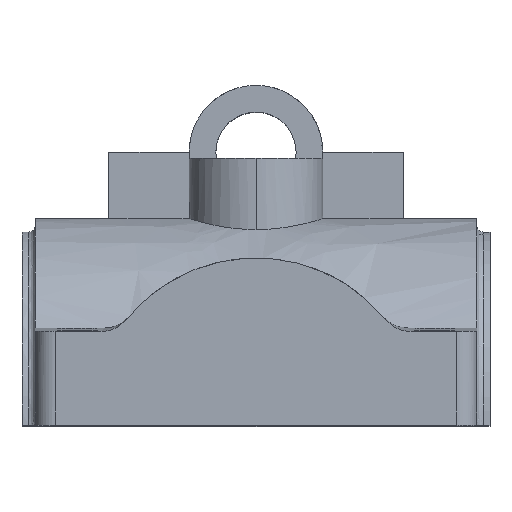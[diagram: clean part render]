
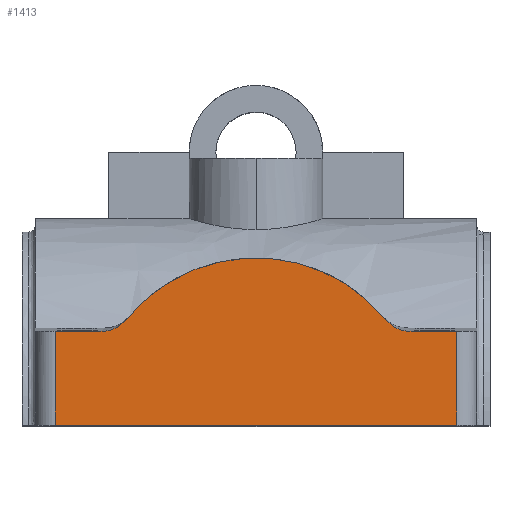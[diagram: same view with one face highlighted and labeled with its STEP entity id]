
A CAD part, top view. The second image highlights one B-rep face of the part: STEP entity #1413.
In plain terms, the highlighted free-form (B-spline) face has degree [1, 1] with [2, 2] control points.
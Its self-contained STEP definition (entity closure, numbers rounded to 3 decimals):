
#856 = VERTEX_POINT('',#857);
#857 = CARTESIAN_POINT('',(-3.25,0.,0.));
#863 = EDGE_CURVE('',#864,#856,#866,.T.);
#864 = VERTEX_POINT('',#865);
#865 = CARTESIAN_POINT('',(-68.252,0.,0.));
#866 = B_SPLINE_CURVE_WITH_KNOTS('',1,(#867,#868),.UNSPECIFIED.,.F.,.F.,
  (2,2),(3.,63.),.PIECEWISE_BEZIER_KNOTS.);
#867 = CARTESIAN_POINT('',(-68.252,0.,0.));
#868 = CARTESIAN_POINT('',(-3.25,0.,0.));
#1005 = VERTEX_POINT('',#1006);
#1006 = CARTESIAN_POINT('',(-56.71,17.154,0.));
#1013 = EDGE_CURVE('',#1014,#1005,#1016,.T.);
#1014 = VERTEX_POINT('',#1015);
#1015 = CARTESIAN_POINT('',(-14.792,17.154,0.));
#1016 = ( BOUNDED_CURVE() B_SPLINE_CURVE(2,(#1017,#1018,#1019),
.UNSPECIFIED.,.F.,.F.) B_SPLINE_CURVE_WITH_KNOTS((3,3),(0.686,
2.456),.PIECEWISE_BEZIER_KNOTS.) CURVE() 
GEOMETRIC_REPRESENTATION_ITEM() RATIONAL_B_SPLINE_CURVE((1.,
0.633,1.)) REPRESENTATION_ITEM('') );
#1017 = CARTESIAN_POINT('',(-14.792,17.154,0.));
#1018 = CARTESIAN_POINT('',(-35.751,42.763,0.));
#1019 = CARTESIAN_POINT('',(-56.71,17.154,0.));
#1244 = VERTEX_POINT('',#1245);
#1245 = CARTESIAN_POINT('',(-10.599,15.167,0.));
#1252 = EDGE_CURVE('',#1244,#1253,#1255,.T.);
#1253 = VERTEX_POINT('',#1254);
#1254 = CARTESIAN_POINT('',(-3.25,15.167,0.));
#1255 = B_SPLINE_CURVE_WITH_KNOTS('',1,(#1256,#1257),.UNSPECIFIED.,.F.,
  .F.,(2,2),(56.217,63.),.PIECEWISE_BEZIER_KNOTS.);
#1256 = CARTESIAN_POINT('',(-10.599,15.167,0.));
#1257 = CARTESIAN_POINT('',(-3.25,15.167,0.));
#1413 = ADVANCED_FACE('',(#1414),#1464,.T.);
#1414 = FACE_BOUND('',#1415,.T.);
#1415 = EDGE_LOOP('',(#1416,#1417,#1422,#1423,#1436,#1437,#1452,#1459));
#1416 = ORIENTED_EDGE('',*,*,#863,.T.);
#1417 = ORIENTED_EDGE('',*,*,#1418,.T.);
#1418 = EDGE_CURVE('',#856,#1253,#1419,.T.);
#1419 = B_SPLINE_CURVE_WITH_KNOTS('',1,(#1420,#1421),.UNSPECIFIED.,.F.,
  .F.,(2,2),(-14.,0.),.PIECEWISE_BEZIER_KNOTS.);
#1420 = CARTESIAN_POINT('',(-3.25,0.,0.));
#1421 = CARTESIAN_POINT('',(-3.25,15.167,0.));
#1422 = ORIENTED_EDGE('',*,*,#1252,.F.);
#1423 = ORIENTED_EDGE('',*,*,#1424,.T.);
#1424 = EDGE_CURVE('',#1244,#1014,#1425,.T.);
#1425 = B_SPLINE_CURVE_WITH_KNOTS('',3,(#1426,#1427,#1428,#1429,#1430,
    #1431,#1432,#1433,#1434,#1435),.UNSPECIFIED.,.F.,.F.,(4,2,2,2,4),(0.
    ,0.001,0.002,0.003,
    0.004),.UNSPECIFIED.);
#1426 = CARTESIAN_POINT('',(-10.599,15.167,0.));
#1427 = CARTESIAN_POINT('',(-11.002,15.167,0.));
#1428 = CARTESIAN_POINT('',(-11.397,15.211,0.));
#1429 = CARTESIAN_POINT('',(-12.173,15.386,0.));
#1430 = CARTESIAN_POINT('',(-12.557,15.518,0.));
#1431 = CARTESIAN_POINT('',(-13.276,15.858,0.));
#1432 = CARTESIAN_POINT('',(-13.615,16.067,0.));
#1433 = CARTESIAN_POINT('',(-14.249,16.561,0.));
#1434 = CARTESIAN_POINT('',(-14.536,16.842,0.));
#1435 = CARTESIAN_POINT('',(-14.792,17.154,0.));
#1436 = ORIENTED_EDGE('',*,*,#1013,.T.);
#1437 = ORIENTED_EDGE('',*,*,#1438,.T.);
#1438 = EDGE_CURVE('',#1005,#1439,#1441,.T.);
#1439 = VERTEX_POINT('',#1440);
#1440 = CARTESIAN_POINT('',(-60.903,15.167,0.));
#1441 = B_SPLINE_CURVE_WITH_KNOTS('',3,(#1442,#1443,#1444,#1445,#1446,
    #1447,#1448,#1449,#1450,#1451),.UNSPECIFIED.,.F.,.F.,(4,2,2,2,4),(0.
    ,0.001,0.002,0.003,
    0.004),.UNSPECIFIED.);
#1442 = CARTESIAN_POINT('',(-56.71,17.154,0.));
#1443 = CARTESIAN_POINT('',(-56.966,16.842,
    0.));
#1444 = CARTESIAN_POINT('',(-57.25,16.564,
    0.));
#1445 = CARTESIAN_POINT('',(-57.876,16.074,0.));
#1446 = CARTESIAN_POINT('',(-58.222,15.86,0.));
#1447 = CARTESIAN_POINT('',(-58.941,15.519,0.));
#1448 = CARTESIAN_POINT('',(-59.317,15.389,0.));
#1449 = CARTESIAN_POINT('',(-60.101,15.212,0.));
#1450 = CARTESIAN_POINT('',(-60.5,15.167,0.));
#1451 = CARTESIAN_POINT('',(-60.903,15.167,0.));
#1452 = ORIENTED_EDGE('',*,*,#1453,.F.);
#1453 = EDGE_CURVE('',#1454,#1439,#1456,.T.);
#1454 = VERTEX_POINT('',#1455);
#1455 = CARTESIAN_POINT('',(-68.252,15.167,0.));
#1456 = B_SPLINE_CURVE_WITH_KNOTS('',1,(#1457,#1458),.UNSPECIFIED.,.F.,
  .F.,(2,2),(3.,9.783),.PIECEWISE_BEZIER_KNOTS.);
#1457 = CARTESIAN_POINT('',(-68.252,15.167,0.));
#1458 = CARTESIAN_POINT('',(-60.903,15.167,0.));
#1459 = ORIENTED_EDGE('',*,*,#1460,.T.);
#1460 = EDGE_CURVE('',#1454,#864,#1461,.T.);
#1461 = B_SPLINE_CURVE_WITH_KNOTS('',1,(#1462,#1463),.UNSPECIFIED.,.F.,
  .F.,(2,2),(-14.,0.),.PIECEWISE_BEZIER_KNOTS.);
#1462 = CARTESIAN_POINT('',(-68.252,15.167,0.));
#1463 = CARTESIAN_POINT('',(-68.252,0.,0.));
#1464 = B_SPLINE_SURFACE_WITH_KNOTS('',1,1,(
    (#1465,#1466)
    ,(#1467,#1468
    )),.UNSPECIFIED.,.F.,.F.,.F.,(2,2),(2,2),(3.,63.),(-14.,11.),
  .PIECEWISE_BEZIER_KNOTS.);
#1465 = CARTESIAN_POINT('',(-68.252,0.,0.));
#1466 = CARTESIAN_POINT('',(-68.252,27.084,0.));
#1467 = CARTESIAN_POINT('',(-3.25,0.,0.));
#1468 = CARTESIAN_POINT('',(-3.25,27.084,0.));
